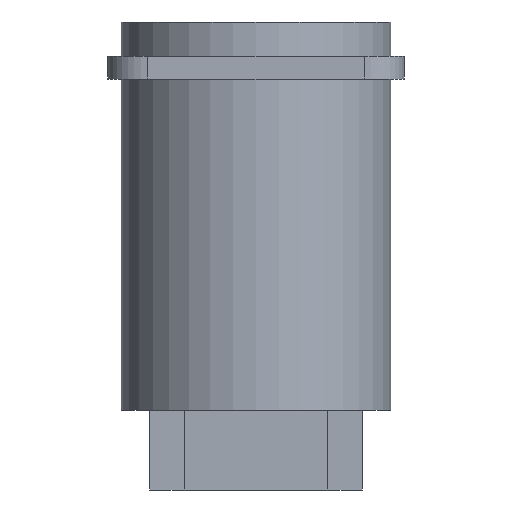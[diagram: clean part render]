
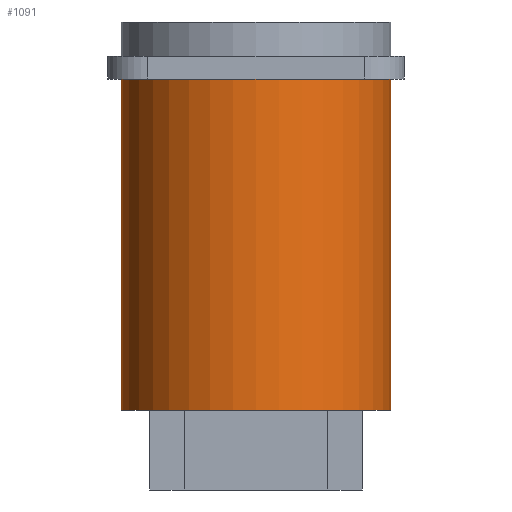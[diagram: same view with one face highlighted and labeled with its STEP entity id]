
A CAD part, front view. The second image highlights one B-rep face of the part: STEP entity #1091.
In plain terms, the highlighted cylindrical face has radius 11.8 mm (diameter 23.6 mm), a partial arc.
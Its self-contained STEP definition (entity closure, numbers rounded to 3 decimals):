
#94 = ORIENTED_EDGE ( 'NONE', *, *, #4456, .T. ) ;
#130 = CIRCLE ( 'NONE', #1080, 11.8 ) ;
#440 = CARTESIAN_POINT ( 'NONE',  ( 11.8, 0., -29. ) ) ;
#555 = LINE ( 'NONE', #1173, #3753 ) ;
#589 = CARTESIAN_POINT ( 'NONE',  ( 11.8, 0., 0. ) ) ;
#667 = VERTEX_POINT ( 'NONE', #589 ) ;
#668 = LINE ( 'NONE', #1802, #1434 ) ;
#722 = CARTESIAN_POINT ( 'NONE',  ( 0., 0., 0. ) ) ;
#780 = VERTEX_POINT ( 'NONE', #440 ) ;
#923 = DIRECTION ( 'NONE',  ( -1., 0., 0. ) ) ;
#1041 = DIRECTION ( 'NONE',  ( 0., 0., -1. ) ) ;
#1080 = AXIS2_PLACEMENT_3D ( 'NONE', #722, #1041, #1427 ) ;
#1091 = ADVANCED_FACE ( 'NONE', ( #1987 ), #3054, .T. ) ;
#1132 = DIRECTION ( 'NONE',  ( 0., 0., -1. ) ) ;
#1173 = CARTESIAN_POINT ( 'NONE',  ( -11.8, 0., 6.7 ) ) ;
#1256 = CARTESIAN_POINT ( 'NONE',  ( -11.8, 0., -29. ) ) ;
#1427 = DIRECTION ( 'NONE',  ( -1., 0., 0. ) ) ;
#1434 = VECTOR ( 'NONE', #3925, 1000. ) ;
#1476 = ORIENTED_EDGE ( 'NONE', *, *, #2364, .F. ) ;
#1626 = CIRCLE ( 'NONE', #2871, 11.8 ) ;
#1775 = ORIENTED_EDGE ( 'NONE', *, *, #2418, .T. ) ;
#1802 = CARTESIAN_POINT ( 'NONE',  ( 11.8, 0., 6.7 ) ) ;
#1987 = FACE_OUTER_BOUND ( 'NONE', #3058, .T. ) ;
#2364 = EDGE_CURVE ( 'NONE', #667, #780, #668, .T. ) ;
#2418 = EDGE_CURVE ( 'NONE', #3141, #3508, #555, .T. ) ;
#2766 = ORIENTED_EDGE ( 'NONE', *, *, #4132, .T. ) ;
#2871 = AXIS2_PLACEMENT_3D ( 'NONE', #3039, #3385, #923 ) ;
#3013 = DIRECTION ( 'NONE',  ( 0., 0., -1. ) ) ;
#3036 = CARTESIAN_POINT ( 'NONE',  ( 0., 0., 6.7 ) ) ;
#3039 = CARTESIAN_POINT ( 'NONE',  ( 0., 0., -29. ) ) ;
#3054 = CYLINDRICAL_SURFACE ( 'NONE', #3590, 11.8 ) ;
#3058 = EDGE_LOOP ( 'NONE', ( #1476, #94, #1775, #2766 ) ) ;
#3141 = VERTEX_POINT ( 'NONE', #3764 ) ;
#3384 = DIRECTION ( 'NONE',  ( -1., 0., 0. ) ) ;
#3385 = DIRECTION ( 'NONE',  ( 0., 0., 1. ) ) ;
#3508 = VERTEX_POINT ( 'NONE', #1256 ) ;
#3590 = AXIS2_PLACEMENT_3D ( 'NONE', #3036, #3013, #3384 ) ;
#3753 = VECTOR ( 'NONE', #1132, 1000. ) ;
#3764 = CARTESIAN_POINT ( 'NONE',  ( -11.8, 0., 0. ) ) ;
#3925 = DIRECTION ( 'NONE',  ( 0., 0., -1. ) ) ;
#4132 = EDGE_CURVE ( 'NONE', #3508, #780, #1626, .T. ) ;
#4456 = EDGE_CURVE ( 'NONE', #667, #3141, #130, .T. ) ;
